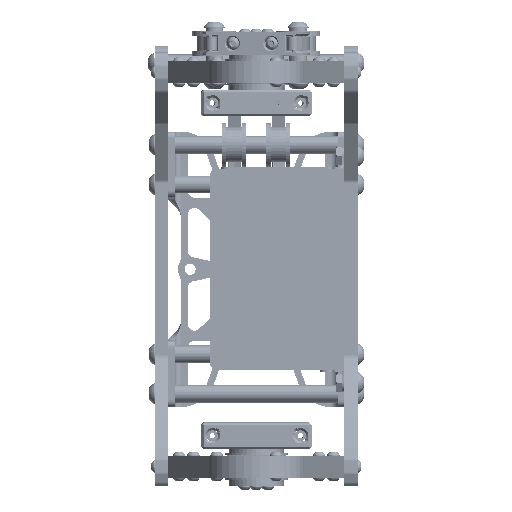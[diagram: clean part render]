
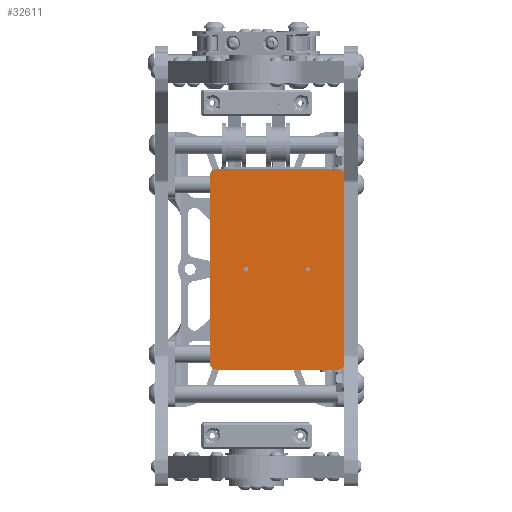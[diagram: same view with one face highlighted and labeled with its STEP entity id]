
A CAD part, front view. The second image highlights one B-rep face of the part: STEP entity #32611.
In plain terms, the highlighted face is planar.
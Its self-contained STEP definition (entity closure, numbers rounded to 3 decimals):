
#2241=LINE('',#51091,#4710);
#2245=LINE('',#51103,#4714);
#2249=LINE('',#51115,#4718);
#2252=LINE('',#51124,#4721);
#4710=VECTOR('',#40666,1000.);
#4714=VECTOR('',#40678,1000.);
#4718=VECTOR('',#40690,1000.);
#4721=VECTOR('',#40701,1000.);
#7470=FACE_BOUND('',#10184,.T.);
#7471=FACE_BOUND('',#10185,.T.);
#8169=FACE_OUTER_BOUND('',#10183,.T.);
#10183=EDGE_LOOP('',(#24045,#24046,#24047,#24048,#24049,#24050,#24051,#24052));
#10184=EDGE_LOOP('',(#24053));
#10185=EDGE_LOOP('',(#24054));
#12327=CIRCLE('',#35221,1.);
#12329=CIRCLE('',#35224,1.);
#12331=CIRCLE('',#35227,3.);
#12333=CIRCLE('',#35231,3.);
#12335=CIRCLE('',#35235,3.);
#12337=CIRCLE('',#35239,3.);
#14531=VERTEX_POINT('',#51068);
#14533=VERTEX_POINT('',#51074);
#14535=VERTEX_POINT('',#51079);
#14537=VERTEX_POINT('',#51083);
#14539=VERTEX_POINT('',#51088);
#14541=VERTEX_POINT('',#51094);
#14543=VERTEX_POINT('',#51100);
#14545=VERTEX_POINT('',#51106);
#14547=VERTEX_POINT('',#51112);
#14549=VERTEX_POINT('',#51118);
#18034=EDGE_CURVE('',#14531,#14531,#12327,.T.);
#18037=EDGE_CURVE('',#14533,#14533,#12329,.T.);
#18041=EDGE_CURVE('',#14537,#14535,#12331,.T.);
#18044=EDGE_CURVE('',#14535,#14539,#2241,.T.);
#18047=EDGE_CURVE('',#14539,#14541,#12333,.T.);
#18050=EDGE_CURVE('',#14541,#14543,#2245,.T.);
#18053=EDGE_CURVE('',#14543,#14545,#12335,.T.);
#18056=EDGE_CURVE('',#14545,#14547,#2249,.T.);
#18059=EDGE_CURVE('',#14547,#14549,#12337,.T.);
#18061=EDGE_CURVE('',#14549,#14537,#2252,.T.);
#24045=ORIENTED_EDGE('',*,*,#18041,.F.);
#24046=ORIENTED_EDGE('',*,*,#18061,.F.);
#24047=ORIENTED_EDGE('',*,*,#18059,.F.);
#24048=ORIENTED_EDGE('',*,*,#18056,.F.);
#24049=ORIENTED_EDGE('',*,*,#18053,.F.);
#24050=ORIENTED_EDGE('',*,*,#18050,.F.);
#24051=ORIENTED_EDGE('',*,*,#18047,.F.);
#24052=ORIENTED_EDGE('',*,*,#18044,.F.);
#24053=ORIENTED_EDGE('',*,*,#18034,.F.);
#24054=ORIENTED_EDGE('',*,*,#18037,.F.);
#31605=PLANE('',#35246);
#32611=ADVANCED_FACE('',(#8169,#7470,#7471),#31605,.F.);
#35221=AXIS2_PLACEMENT_3D('',#51070,#40645,#40646);
#35224=AXIS2_PLACEMENT_3D('',#51076,#40652,#40653);
#35227=AXIS2_PLACEMENT_3D('',#51085,#40660,#40661);
#35231=AXIS2_PLACEMENT_3D('',#51097,#40672,#40673);
#35235=AXIS2_PLACEMENT_3D('',#51109,#40684,#40685);
#35239=AXIS2_PLACEMENT_3D('',#51121,#40696,#40697);
#35246=AXIS2_PLACEMENT_3D('',#51142,#40716,#40717);
#40645=DIRECTION('center_axis',(0.,0.,-1.));
#40646=DIRECTION('ref_axis',(-1.,0.,0.));
#40652=DIRECTION('center_axis',(0.,0.,-1.));
#40653=DIRECTION('ref_axis',(-1.,0.,0.));
#40660=DIRECTION('center_axis',(0.,0.,1.));
#40661=DIRECTION('ref_axis',(1.,0.,0.));
#40666=DIRECTION('',(0.,1.,0.));
#40672=DIRECTION('center_axis',(0.,0.,1.));
#40673=DIRECTION('ref_axis',(-1.,0.,0.));
#40678=DIRECTION('',(-1.,0.,0.));
#40684=DIRECTION('center_axis',(0.,0.,1.));
#40685=DIRECTION('ref_axis',(-1.,0.,0.));
#40690=DIRECTION('',(0.,-1.,0.));
#40696=DIRECTION('center_axis',(0.,0.,1.));
#40697=DIRECTION('ref_axis',(-1.,0.,0.));
#40701=DIRECTION('',(1.,0.,0.));
#40716=DIRECTION('center_axis',(0.,0.,1.));
#40717=DIRECTION('ref_axis',(1.,0.,0.));
#51068=CARTESIAN_POINT('',(45.5,45.5,0.));
#51070=CARTESIAN_POINT('Origin',(44.5,45.5,0.));
#51074=CARTESIAN_POINT('',(17.5,45.5,0.));
#51076=CARTESIAN_POINT('Origin',(16.5,45.5,0.));
#51079=CARTESIAN_POINT('',(61.,3.,0.));
#51083=CARTESIAN_POINT('',(58.,0.,0.));
#51085=CARTESIAN_POINT('Origin',(58.,3.,0.));
#51088=CARTESIAN_POINT('',(61.,88.,0.));
#51091=CARTESIAN_POINT('',(61.,3.,0.));
#51094=CARTESIAN_POINT('',(58.,91.,0.));
#51097=CARTESIAN_POINT('Origin',(58.,88.,0.));
#51100=CARTESIAN_POINT('',(3.,91.,0.));
#51103=CARTESIAN_POINT('',(3.,91.,0.));
#51106=CARTESIAN_POINT('',(0.,88.,0.));
#51109=CARTESIAN_POINT('Origin',(3.,88.,0.));
#51112=CARTESIAN_POINT('',(0.,3.,0.));
#51115=CARTESIAN_POINT('',(0.,3.,0.));
#51118=CARTESIAN_POINT('',(3.,0.,0.));
#51121=CARTESIAN_POINT('Origin',(3.,3.,0.));
#51124=CARTESIAN_POINT('',(3.,0.,0.));
#51142=CARTESIAN_POINT('Origin',(58.,3.,0.));
